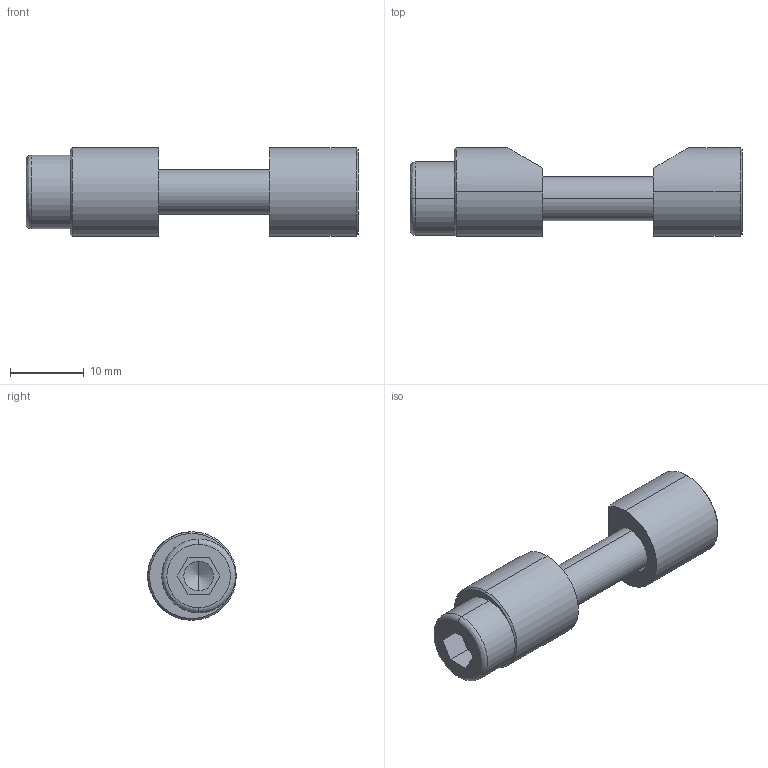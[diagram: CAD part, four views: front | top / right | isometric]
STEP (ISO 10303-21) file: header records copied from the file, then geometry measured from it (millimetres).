
FILE_DESCRIPTION (( 'STEP AP214' ), '1' );
FILE_NAME ('233410512.stp', '2021-10-05T09:45:31', ( '' ), ( '' ), 'SwSTEP 2.0', 'SolidWorks 2019', '' );
FILE_SCHEMA (( 'AUTOMOTIVE_DESIGN' ));
Length unit declared in the file: millimetre
Products named in the file (4): HALDERN_EH_23341_0012_2; 233410512; HALDERN_EH_23341_0012_1; HALDERN_EH_23341_0012_3
Assembly tree (3 placements, depth 2):
  233410512
    HALDERN_EH_23341_0012_1
    HALDERN_EH_23341_0012_2
    HALDERN_EH_23341_0012_3
Bounding box: 45 x 12 x 12 mm (x, y, z)
Volume: 3255.6 mm3; surface area: 2733.1 mm2
Topology: 3 solids, 3 shells, 48 faces, 103 edges, 64 vertices
Faces by surface type: cylinder 18, plane 18, cone 10, bspline 2
Entity records: 1477 total; most frequent: CARTESIAN_POINT 264, DIRECTION 248, ORIENTED_EDGE 202, EDGE_CURVE 101, AXIS2_PLACEMENT_3D 100, VERTEX_POINT 64, EDGE_LOOP 57, FACE_OUTER_BOUND 48
